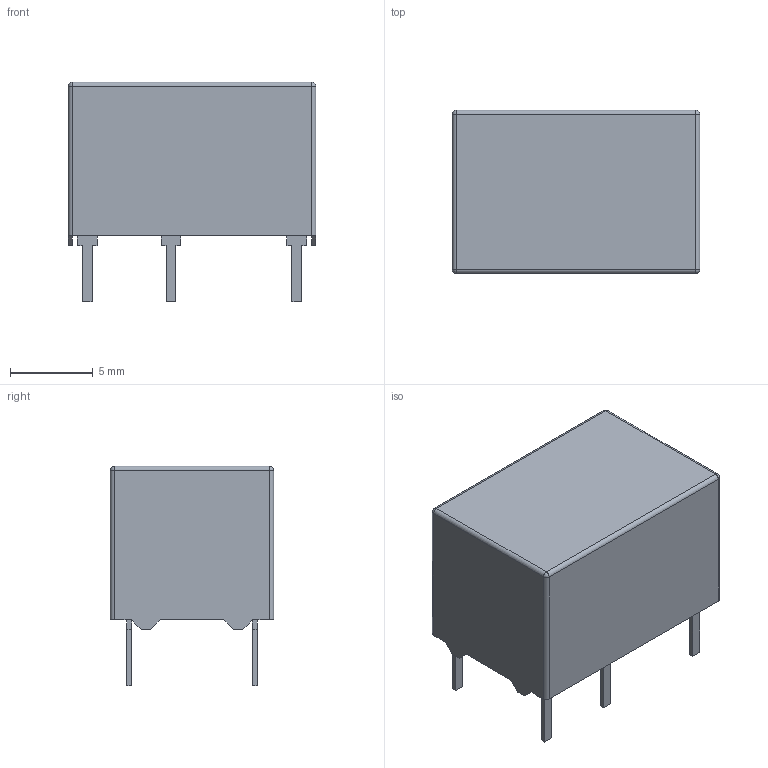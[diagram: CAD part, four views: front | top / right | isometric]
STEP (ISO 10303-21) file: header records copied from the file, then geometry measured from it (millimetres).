
FILE_DESCRIPTION(/* description */ (''),/* implementation_level */ '2;1');
FILE_NAME(/* name */ 'DS1E-ML2-DC5V.step',/* time_stamp */ '2020-03-22T15:46:05-04:00',/* author */ (''),/* organization */ (''),/* preprocessor_version */ 'ST-DEVELOPER v18',/* originating_system */ 'Autodesk Translation Framework v8.12.0.6',/* authorisation */ '');
FILE_SCHEMA (('AUTOMOTIVE_DESIGN { 1 0 10303 214 3 1 1 }'));
Length unit declared in the file: millimetre
Products named in the file (1): DS1E-ML2-DC5V
Bounding box: 15 x 9.9 x 13.3 mm (x, y, z)
Volume: 1385.6 mm3; surface area: 804.3 mm2
Topology: 1 solids, 1 shells, 88 faces, 228 edges, 148 vertices
Faces by surface type: plane 76, cylinder 8, sphere 4
Entity records: 2733 total; most frequent: CARTESIAN_POINT 465, ORIENTED_EDGE 456, DIRECTION 422, EDGE_CURVE 228, LINE 212, VECTOR 212, VERTEX_POINT 148, AXIS2_PLACEMENT_3D 105
